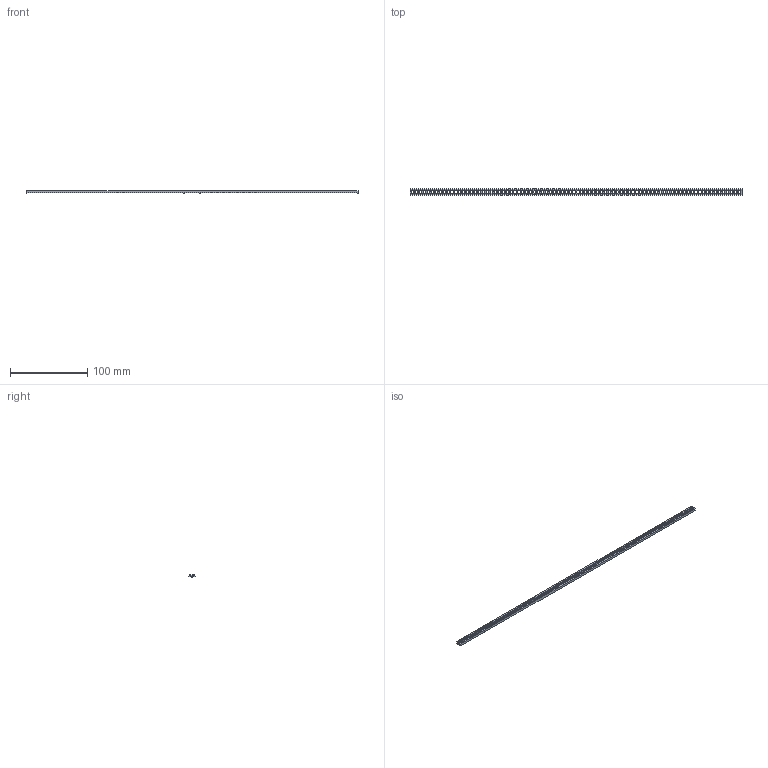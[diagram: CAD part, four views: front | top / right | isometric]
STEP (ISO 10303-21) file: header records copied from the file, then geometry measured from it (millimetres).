
FILE_DESCRIPTION(/* description */ ('','CAx-IF Rec.Pracs.---Representation and Presentation of Product Manufacturing Information (PMI)---4.0---2014-10-13'),/* implementation_level */ '2;1');
FILE_NAME(/* name */ '86584130_IS M 00084.stp',/* time_stamp */ '2021-08-12T12:47:54+02:00',/* author */ ('Kotzmaier'),/* organization */ ('TraceParts S.A.'),/* preprocessor_version */ 'ST-DEVELOPER v17.2',/* originating_system */ 'Autodesk Inventor 2019',/* authorisation */ '');
FILE_SCHEMA (('AP242_MANAGED_MODEL_BASED_3D_ENGINEERING_MIM_LF { 1 0 10303 442 1 1 4 }'));
Length unit declared in the file: millimetre
Products named in the file (1): IS_M 00084
Bounding box: 428.64 x 7.8 x 3.8 mm (x, y, z)
Volume: 6541.2 mm3; surface area: 10339 mm2
Topology: 1 solids, 1 shells, 867 faces, 2406 edges, 1604 vertices
Faces by surface type: plane 469, bspline 224, cylinder 174
Entity records: 33797 total; most frequent: CARTESIAN_POINT 12434, ORIENTED_EDGE 4812, DIRECTION 3582, EDGE_CURVE 2406, VERTEX_POINT 1604, LINE 1598, VECTOR 1598, EDGE_LOOP 1098
